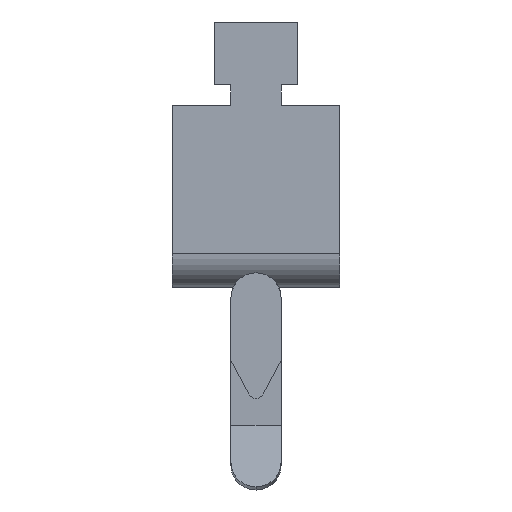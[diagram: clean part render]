
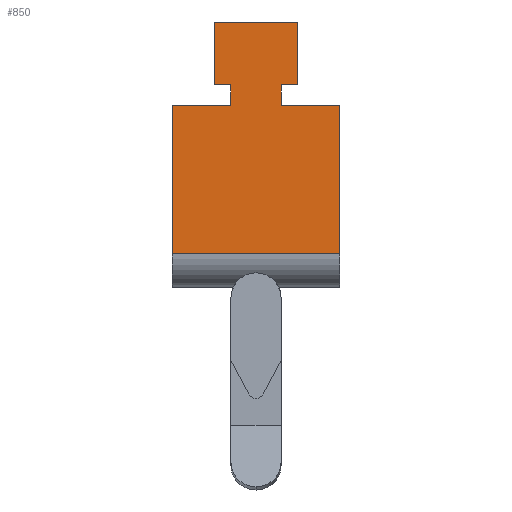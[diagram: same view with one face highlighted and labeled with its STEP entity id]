
A CAD part, front view. The second image highlights one B-rep face of the part: STEP entity #850.
In plain terms, the highlighted planar face has unit normal (0, -1, 0).
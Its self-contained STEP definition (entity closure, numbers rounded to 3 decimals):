
#850=ADVANCED_FACE('',(#2299),#2300,.F.);
#1786=VERTEX_POINT('',#3281);
#1790=VERTEX_POINT('',#3285);
#1794=EDGE_CURVE('',#1790,#1786,#3289,.T.);
#1796=VERTEX_POINT('',#3291);
#1798=EDGE_CURVE('',#1790,#1796,#3293,.T.);
#1800=VERTEX_POINT('',#3295);
#1802=EDGE_CURVE('',#1800,#1796,#3297,.T.);
#1804=VERTEX_POINT('',#3299);
#1806=EDGE_CURVE('',#1804,#1800,#3301,.T.);
#1808=VERTEX_POINT('',#3303);
#1810=EDGE_CURVE('',#1804,#1808,#3305,.T.);
#1812=VERTEX_POINT('',#3307);
#1814=EDGE_CURVE('',#1812,#1808,#3309,.T.);
#1816=VERTEX_POINT('',#3311);
#1818=EDGE_CURVE('',#1812,#1816,#3313,.T.);
#1820=VERTEX_POINT('',#3315);
#1822=EDGE_CURVE('',#1816,#1820,#3317,.T.);
#1824=VERTEX_POINT('',#3319);
#1826=EDGE_CURVE('',#1824,#1820,#3321,.T.);
#1828=VERTEX_POINT('',#3323);
#1830=EDGE_CURVE('',#1828,#1824,#3325,.T.);
#1832=VERTEX_POINT('',#3327);
#1834=EDGE_CURVE('',#1832,#1828,#3329,.T.);
#1836=EDGE_CURVE('',#1786,#1832,#3331,.T.);
#2299=FACE_OUTER_BOUND('',#3784,.T.);
#2300=PLANE('',#3785);
#3281=CARTESIAN_POINT('',(15.0,16.45,55.97));
#3285=CARTESIAN_POINT('',(5.0,16.45,55.97));
#3289=LINE('',#5282,#5283);
#3291=CARTESIAN_POINT('',(5.0,16.45,48.47));
#3293=LINE('',#5288,#5289);
#3295=CARTESIAN_POINT('',(7.0,16.45,48.47));
#3297=LINE('',#5294,#5295);
#3299=CARTESIAN_POINT('',(7.0,16.45,45.97));
#3301=LINE('',#5300,#5301);
#3303=CARTESIAN_POINT('',(0.0,16.45,45.97));
#3305=LINE('',#5306,#5307);
#3307=CARTESIAN_POINT('',(0.0,16.45,28.27));
#3309=LINE('',#5312,#5313);
#3311=CARTESIAN_POINT('',(20.0,16.45,28.27));
#3313=LINE('',#5318,#5319);
#3315=CARTESIAN_POINT('',(20.0,16.45,45.97));
#3317=LINE('',#5324,#5325);
#3319=CARTESIAN_POINT('',(13.0,16.45,45.97));
#3321=LINE('',#5330,#5331);
#3323=CARTESIAN_POINT('',(13.0,16.45,48.47));
#3325=LINE('',#5336,#5337);
#3327=CARTESIAN_POINT('',(15.0,16.45,48.47));
#3329=LINE('',#5342,#5343);
#3331=LINE('',#5346,#5347);
#3784=EDGE_LOOP('',(#6460,#6461,#6462,#6463,#6464,#6465,#6466,#6467,#6468,#6469,#6470,#6471));
#3785=AXIS2_PLACEMENT_3D('',#6472,#6473,#6474);
#5282=CARTESIAN_POINT('',(5.0,16.45,55.97));
#5283=VECTOR('',#7384,10.0);
#5288=CARTESIAN_POINT('',(5.0,16.45,55.97));
#5289=VECTOR('',#7385,7.5);
#5294=CARTESIAN_POINT('',(7.0,16.45,48.47));
#5295=VECTOR('',#7386,2.0);
#5300=CARTESIAN_POINT('',(7.0,16.45,45.97));
#5301=VECTOR('',#7387,2.5);
#5306=CARTESIAN_POINT('',(7.0,16.45,45.97));
#5307=VECTOR('',#7388,7.0);
#5312=CARTESIAN_POINT('',(0.0,16.45,28.27));
#5313=VECTOR('',#7389,17.7);
#5318=CARTESIAN_POINT('',(0.0,16.45,28.27));
#5319=VECTOR('',#7390,20.0);
#5324=CARTESIAN_POINT('',(20.0,16.45,28.27));
#5325=VECTOR('',#7391,17.7);
#5330=CARTESIAN_POINT('',(13.0,16.45,45.97));
#5331=VECTOR('',#7392,7.0);
#5336=CARTESIAN_POINT('',(13.0,16.45,48.47));
#5337=VECTOR('',#7393,2.5);
#5342=CARTESIAN_POINT('',(15.0,16.45,48.47));
#5343=VECTOR('',#7394,2.0);
#5346=CARTESIAN_POINT('',(15.0,16.45,55.97));
#5347=VECTOR('',#7395,7.5);
#6460=ORIENTED_EDGE('',*,*,#1798,.T.);
#6461=ORIENTED_EDGE('',*,*,#1802,.F.);
#6462=ORIENTED_EDGE('',*,*,#1806,.F.);
#6463=ORIENTED_EDGE('',*,*,#1810,.T.);
#6464=ORIENTED_EDGE('',*,*,#1814,.F.);
#6465=ORIENTED_EDGE('',*,*,#1818,.T.);
#6466=ORIENTED_EDGE('',*,*,#1822,.T.);
#6467=ORIENTED_EDGE('',*,*,#1826,.F.);
#6468=ORIENTED_EDGE('',*,*,#1830,.F.);
#6469=ORIENTED_EDGE('',*,*,#1834,.F.);
#6470=ORIENTED_EDGE('',*,*,#1836,.F.);
#6471=ORIENTED_EDGE('',*,*,#1794,.F.);
#6472=CARTESIAN_POINT('',(20.0,16.45,55.97));
#6473=DIRECTION('',(-0.0,1.0,0.0));
#6474=DIRECTION('',(1.0,0.0,0.0));
#7384=DIRECTION('',(1.0,0.0,0.0));
#7385=DIRECTION('',(0.0,0.0,-1.0));
#7386=DIRECTION('',(-1.0,0.0,0.0));
#7387=DIRECTION('',(0.0,0.0,1.0));
#7388=DIRECTION('',(-1.0,0.0,0.0));
#7389=DIRECTION('',(0.0,0.0,1.0));
#7390=DIRECTION('',(1.0,0.0,0.0));
#7391=DIRECTION('',(0.0,0.0,1.0));
#7392=DIRECTION('',(1.0,0.0,0.0));
#7393=DIRECTION('',(0.0,0.0,-1.0));
#7394=DIRECTION('',(-1.0,0.0,0.0));
#7395=DIRECTION('',(0.0,0.0,-1.0));
